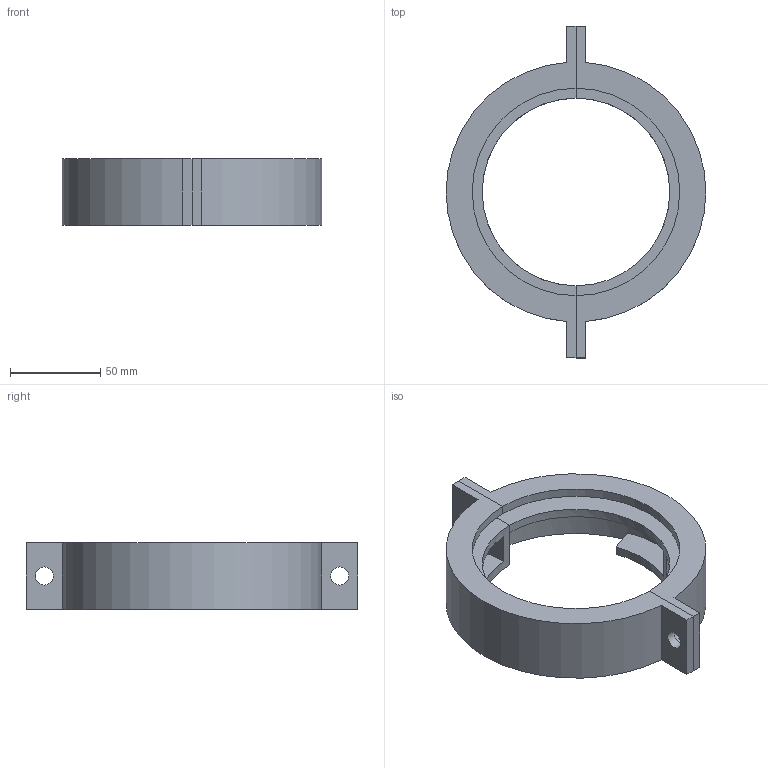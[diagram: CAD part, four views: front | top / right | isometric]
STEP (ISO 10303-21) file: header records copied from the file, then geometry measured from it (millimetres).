
FILE_DESCRIPTION(/* description */ (''),/* implementation_level */ '2;1');
FILE_NAME(/* name */ 'VBZ v2.step',/* time_stamp */ '2020-04-20T12:31:38+02:00',/* author */ (''),/* organization */ (''),/* preprocessor_version */ 'ST-DEVELOPER v18.1',/* originating_system */ 'Autodesk Translation Framework v9.2.0.1227',/* authorisation */ '');
FILE_SCHEMA (('AUTOMOTIVE_DESIGN { 1 0 10303 214 3 1 1 }'));
Length unit declared in the file: millimetre
Products named in the file (1): VBZ
Bounding box: 144 x 184 x 37 mm (x, y, z)
Volume: 156595.6 mm3; surface area: 68353.1 mm2
Topology: 2 solids, 2 shells, 51 faces, 143 edges, 96 vertices
Faces by surface type: plane 35, cylinder 16
Full cylindrical faces by diameter (mm): 10 x4
Entity records: 1706 total; most frequent: DIRECTION 292, CARTESIAN_POINT 291, ORIENTED_EDGE 286, EDGE_CURVE 143, LINE 98, VECTOR 98, AXIS2_PLACEMENT_3D 97, VERTEX_POINT 96
